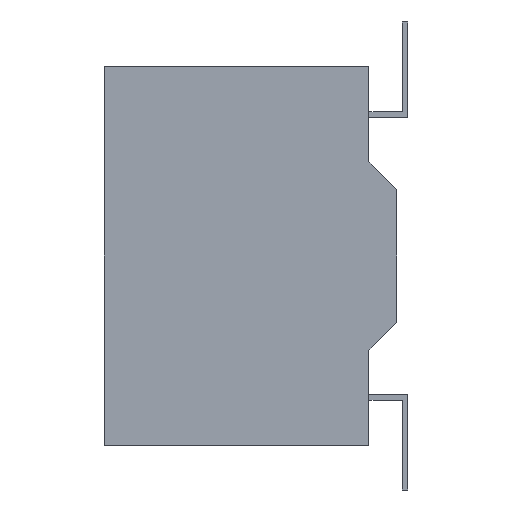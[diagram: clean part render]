
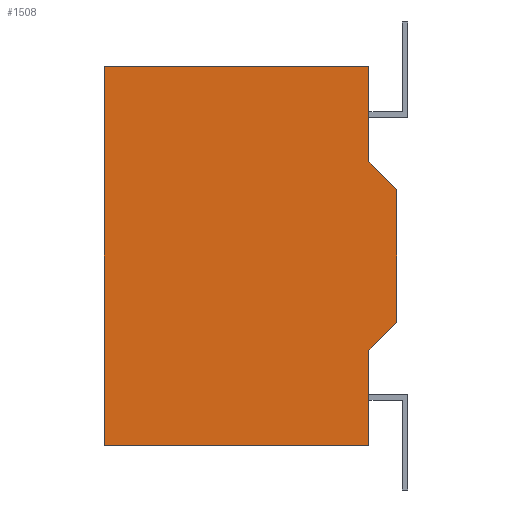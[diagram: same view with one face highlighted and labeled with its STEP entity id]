
A CAD part, left-side view. The second image highlights one B-rep face of the part: STEP entity #1508.
In plain terms, the highlighted planar face has unit normal (-1, 0, 0).
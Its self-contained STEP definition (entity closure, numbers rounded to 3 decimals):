
#14 = VECTOR ( 'NONE', #1413, 1000. ) ;
#66 = VERTEX_POINT ( 'NONE', #1390 ) ;
#203 = DIRECTION ( 'NONE',  ( 1., 0., 0. ) ) ;
#263 = CARTESIAN_POINT ( 'NONE',  ( 0., 0., 0. ) ) ;
#421 = ORIENTED_EDGE ( 'NONE', *, *, #4001, .T. ) ;
#475 = CARTESIAN_POINT ( 'NONE',  ( 0., 0., -5.088 ) ) ;
#489 = CARTESIAN_POINT ( 'NONE',  ( 0., -0.5, -4.588 ) ) ;
#544 = VECTOR ( 'NONE', #2572, 1000. ) ;
#557 = VERTEX_POINT ( 'NONE', #3977 ) ;
#611 = LINE ( 'NONE', #475, #720 ) ;
#664 = CARTESIAN_POINT ( 'NONE',  ( 0., 4.75, -6.8 ) ) ;
#720 = VECTOR ( 'NONE', #4094, 1000. ) ;
#724 = AXIS2_PLACEMENT_3D ( 'NONE', #1964, #203, #2704 ) ;
#843 = DIRECTION ( 'NONE',  ( 0., 0., 1. ) ) ;
#1100 = EDGE_CURVE ( 'NONE', #66, #1838, #4077, .T. ) ;
#1292 = LINE ( 'NONE', #263, #2134 ) ;
#1309 = DIRECTION ( 'NONE',  ( 0., 0., 1. ) ) ;
#1385 = DIRECTION ( 'NONE',  ( 0., -1., 0. ) ) ;
#1390 = CARTESIAN_POINT ( 'NONE',  ( 0., 4.75, -6.8 ) ) ;
#1410 = EDGE_CURVE ( 'NONE', #1838, #2199, #3517, .T. ) ;
#1413 = DIRECTION ( 'NONE',  ( 0., 0., 1. ) ) ;
#1508 = ADVANCED_FACE ( 'NONE', ( #2197 ), #2769, .F. ) ;
#1606 = DIRECTION ( 'NONE',  ( 0., -1., 0. ) ) ;
#1647 = VERTEX_POINT ( 'NONE', #4264 ) ;
#1701 = ORIENTED_EDGE ( 'NONE', *, *, #2099, .T. ) ;
#1746 = ORIENTED_EDGE ( 'NONE', *, *, #3760, .T. ) ;
#1778 = VECTOR ( 'NONE', #3189, 1000. ) ;
#1838 = VERTEX_POINT ( 'NONE', #4027 ) ;
#1844 = ORIENTED_EDGE ( 'NONE', *, *, #3996, .T. ) ;
#1964 = CARTESIAN_POINT ( 'NONE',  ( 0., 4.75, 0. ) ) ;
#2099 = EDGE_CURVE ( 'NONE', #4087, #2199, #4337, .T. ) ;
#2134 = VECTOR ( 'NONE', #1309, 1000. ) ;
#2175 = LINE ( 'NONE', #664, #4396 ) ;
#2197 = FACE_OUTER_BOUND ( 'NONE', #3844, .T. ) ;
#2199 = VERTEX_POINT ( 'NONE', #3498 ) ;
#2279 = EDGE_CURVE ( 'NONE', #66, #3063, #2175, .T. ) ;
#2431 = VERTEX_POINT ( 'NONE', #3707 ) ;
#2481 = EDGE_CURVE ( 'NONE', #557, #4087, #4056, .T. ) ;
#2572 = DIRECTION ( 'NONE',  ( 0., 0.707, 0.707 ) ) ;
#2684 = CARTESIAN_POINT ( 'NONE',  ( 0., 4.75, 0. ) ) ;
#2704 = DIRECTION ( 'NONE',  ( 0., 0., -1. ) ) ;
#2769 = PLANE ( 'NONE',  #724 ) ;
#2952 = VECTOR ( 'NONE', #1606, 1000. ) ;
#3018 = CARTESIAN_POINT ( 'NONE',  ( 0., 0., -6.8 ) ) ;
#3063 = VERTEX_POINT ( 'NONE', #3018 ) ;
#3163 = ORIENTED_EDGE ( 'NONE', *, *, #1100, .F. ) ;
#3165 = LINE ( 'NONE', #489, #3283 ) ;
#3189 = DIRECTION ( 'NONE',  ( 0., 0., 1. ) ) ;
#3283 = VECTOR ( 'NONE', #843, 1000. ) ;
#3481 = CARTESIAN_POINT ( 'NONE',  ( 0., 0., -1.712 ) ) ;
#3498 = CARTESIAN_POINT ( 'NONE',  ( 0., 0., 0. ) ) ;
#3517 = LINE ( 'NONE', #2684, #2952 ) ;
#3638 = ORIENTED_EDGE ( 'NONE', *, *, #2481, .T. ) ;
#3644 = CARTESIAN_POINT ( 'NONE',  ( 0., 4.75, 0. ) ) ;
#3707 = CARTESIAN_POINT ( 'NONE',  ( 0., -0.5, -4.588 ) ) ;
#3760 = EDGE_CURVE ( 'NONE', #3063, #1647, #1292, .T. ) ;
#3844 = EDGE_LOOP ( 'NONE', ( #1746, #421, #1844, #3638, #1701, #4403, #3163, #4643 ) ) ;
#3927 = CARTESIAN_POINT ( 'NONE',  ( 0., 0., 0. ) ) ;
#3977 = CARTESIAN_POINT ( 'NONE',  ( 0., -0.5, -2.212 ) ) ;
#3996 = EDGE_CURVE ( 'NONE', #2431, #557, #3165, .T. ) ;
#4001 = EDGE_CURVE ( 'NONE', #1647, #2431, #611, .T. ) ;
#4027 = CARTESIAN_POINT ( 'NONE',  ( 0., 4.75, 0. ) ) ;
#4056 = LINE ( 'NONE', #4064, #544 ) ;
#4064 = CARTESIAN_POINT ( 'NONE',  ( 0., -0.5, -2.212 ) ) ;
#4077 = LINE ( 'NONE', #3644, #14 ) ;
#4087 = VERTEX_POINT ( 'NONE', #3481 ) ;
#4094 = DIRECTION ( 'NONE',  ( 0., -0.707, 0.707 ) ) ;
#4264 = CARTESIAN_POINT ( 'NONE',  ( 0., 0., -5.088 ) ) ;
#4337 = LINE ( 'NONE', #3927, #1778 ) ;
#4396 = VECTOR ( 'NONE', #1385, 1000. ) ;
#4403 = ORIENTED_EDGE ( 'NONE', *, *, #1410, .F. ) ;
#4643 = ORIENTED_EDGE ( 'NONE', *, *, #2279, .T. ) ;
